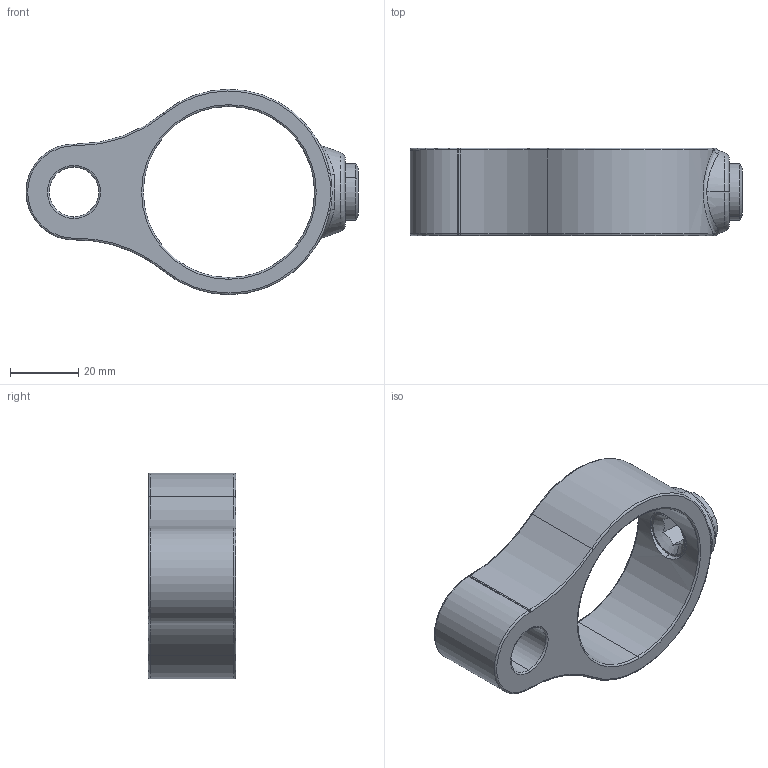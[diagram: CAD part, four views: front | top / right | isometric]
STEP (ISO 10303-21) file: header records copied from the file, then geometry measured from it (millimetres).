
FILE_DESCRIPTION (( 'STEP AP203' ), '1' );
FILE_NAME ('T13800.STEP', '2018-05-23T08:36:30', ( '' ), ( '' ), 'SwSTEP 2.0', 'SolidWorks 2016', '' );
FILE_SCHEMA (( 'CONFIG_CONTROL_DESIGN' ));
Length unit declared in the file: millimetre
Products named in the file (3): T13800; T19300
Assembly tree (2 placements, depth 2):
  T13800
    T13800
    T19300
Bounding box: 96.95 x 25.5 x 60 mm (x, y, z)
Volume: 41387.4 mm3; surface area: 15644.4 mm2
Topology: 2 solids, 2 shells, 76 faces, 178 edges, 106 vertices
Faces by surface type: torus 28, cylinder 17, plane 11, cone 10, bspline 10
Entity records: 3337 total; most frequent: CARTESIAN_POINT 1311, DIRECTION 390, ORIENTED_EDGE 356, AXIS2_PLACEMENT_3D 179, EDGE_CURVE 178, CIRCLE 108, VERTEX_POINT 106, EDGE_LOOP 84
